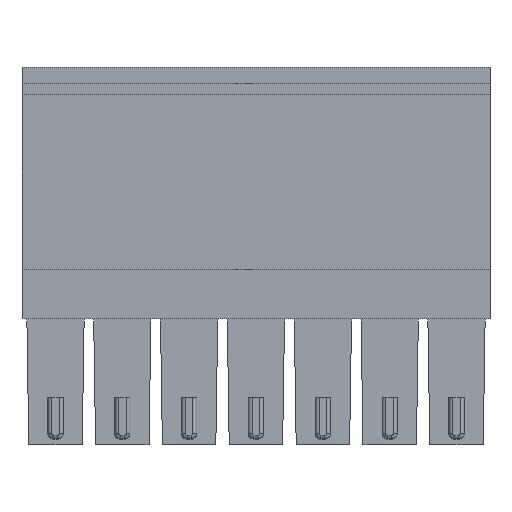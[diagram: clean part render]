
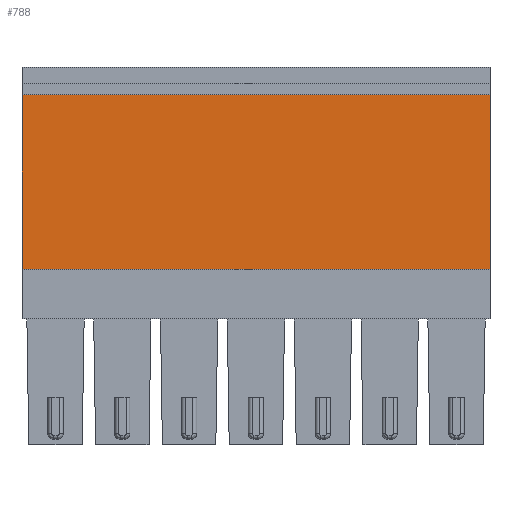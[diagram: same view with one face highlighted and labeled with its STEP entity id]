
A CAD part, left-side view. The second image highlights one B-rep face of the part: STEP entity #788.
In plain terms, the highlighted planar face has unit normal (-1, 0, 0).
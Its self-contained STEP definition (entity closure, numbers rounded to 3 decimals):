
#788 = ADVANCED_FACE( '', ( #1762 ), #1763, .F. );
#1762 = FACE_OUTER_BOUND( '', #3092, .T. );
#1763 = PLANE( '', #3093 );
#3092 = EDGE_LOOP( '', ( #5446, #5447, #5448, #5449 ) );
#3093 = AXIS2_PLACEMENT_3D( '', #5450, #5451, #5452 );
#5446 = ORIENTED_EDGE( '', *, *, #7477, .F. );
#5447 = ORIENTED_EDGE( '', *, *, #7280, .F. );
#5448 = ORIENTED_EDGE( '', *, *, #7578, .F. );
#5449 = ORIENTED_EDGE( '', *, *, #7579, .T. );
#5450 = CARTESIAN_POINT( '', ( 92.5, 3.715, -10.85 ) );
#5451 = DIRECTION( '', ( 1., 0., 0. ) );
#5452 = DIRECTION( '', ( 0., 1., 0. ) );
#7280 = EDGE_CURVE( '', #8849, #8852, #8853, .T. );
#7477 = EDGE_CURVE( '', #8852, #9121, #9122, .T. );
#7578 = EDGE_CURVE( '', #9256, #8849, #9257, .T. );
#7579 = EDGE_CURVE( '', #9256, #9121, #9258, .T. );
#8849 = VERTEX_POINT( '', #10914 );
#8852 = VERTEX_POINT( '', #10918 );
#8853 = LINE( '', #10919, #10920 );
#9121 = VERTEX_POINT( '', #11291 );
#9122 = LINE( '', #11292, #11293 );
#9256 = VERTEX_POINT( '', #11483 );
#9257 = LINE( '', #11484, #11485 );
#9258 = LINE( '', #11486, #11487 );
#10914 = CARTESIAN_POINT( '', ( 92.5, 17.97, -1.45 ) );
#10918 = CARTESIAN_POINT( '', ( 92.5, 17.97, -10.6 ) );
#10919 = CARTESIAN_POINT( '', ( 92.5, 17.97, -6.9 ) );
#10920 = VECTOR( '', #12600, 1000. );
#11291 = CARTESIAN_POINT( '', ( 92.5, 42.49, -10.6 ) );
#11292 = CARTESIAN_POINT( '', ( 92.5, 3.715, -10.6 ) );
#11293 = VECTOR( '', #12815, 1000. );
#11483 = CARTESIAN_POINT( '', ( 92.5, 42.49, -1.45 ) );
#11484 = CARTESIAN_POINT( '', ( 92.5, 0.707, -1.45 ) );
#11485 = VECTOR( '', #12911, 1000. );
#11486 = CARTESIAN_POINT( '', ( 92.5, 42.49, -6.9 ) );
#11487 = VECTOR( '', #12912, 1000. );
#12600 = DIRECTION( '', ( 0., 0., -1. ) );
#12815 = DIRECTION( '', ( 0., 1., 0. ) );
#12911 = DIRECTION( '', ( 0., -1., 0. ) );
#12912 = DIRECTION( '', ( 0., 0., -1. ) );
